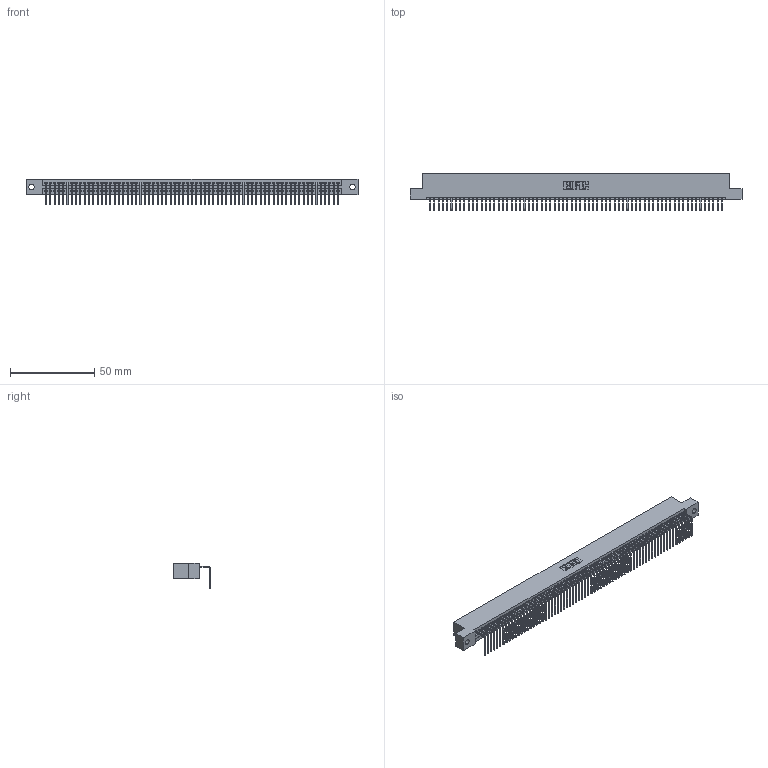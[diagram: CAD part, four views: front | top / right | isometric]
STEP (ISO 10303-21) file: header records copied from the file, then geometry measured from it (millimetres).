
FILE_DESCRIPTION (( 'STEP AP203' ), '1' );
FILE_NAME ('345-069-558-102.STEP', '2019-10-10T23:42:44', ( '' ), ( '' ), 'SwSTEP 2.0', 'SolidWorks 2016', '' );
FILE_SCHEMA (( 'CONFIG_CONTROL_DESIGN' ));
Length unit declared in the file: inch
Products named in the file (3): 345 Part_Flush Mounting Lugs - 0.128 Dia; 345-292-001_558 Tail - 2; 345-069-558-102
Assembly tree (70 placements, depth 2):
  345-069-558-102
    345 Part_Flush Mounting Lugs - 0.128 Dia
    345-292-001_558 Tail - 2  x69
Bounding box: 196.47 x 21.83 x 15.37 mm (x, y, z)
Volume: 19075.2 mm3; surface area: 26795.5 mm2
Topology: 70 solids, 70 shells, 4266 faces, 12899 edges, 8506 vertices
Faces by surface type: plane 2978, cylinder 1288
Entity records: 48383 total; most frequent: ORIENTED_EDGE 8390, CARTESIAN_POINT 8387, DIRECTION 7285, EDGE_CURVE 4195, VECTOR 3787, LINE 3787, VERTEX_POINT 2794, AXIS2_PLACEMENT_3D 1749
